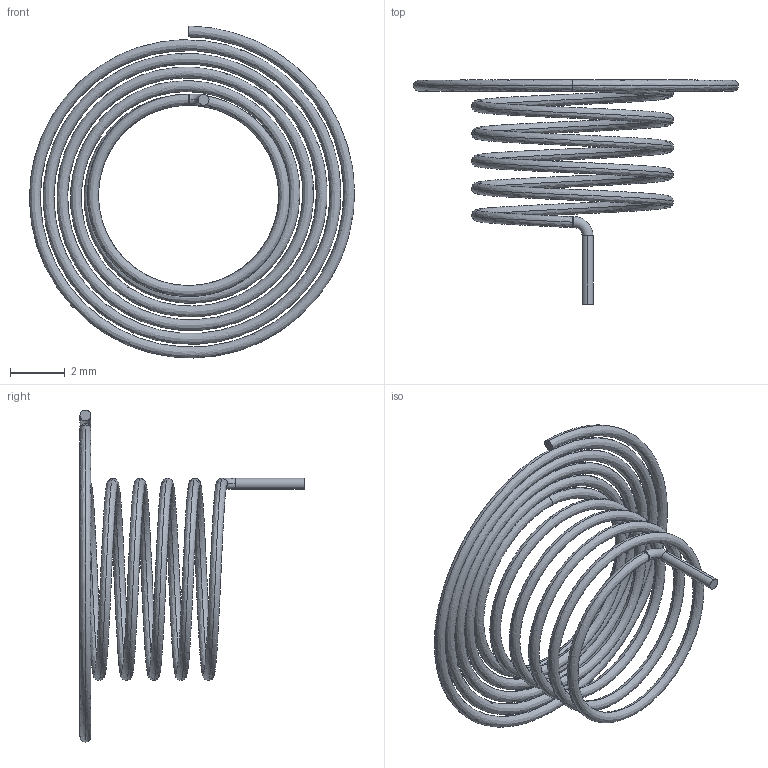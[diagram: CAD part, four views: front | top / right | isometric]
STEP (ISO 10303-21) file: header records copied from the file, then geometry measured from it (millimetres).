
FILE_DESCRIPTION (( 'STEP AP214' ), '1' );
FILE_NAME ('LOXO CAM UNG.STEP', '2016-12-27T09:07:15', ( 'CONGMANH' ), ( '' ), 'SwSTEP 2.0', 'SolidWorks 2016', '' );
FILE_SCHEMA (( 'AUTOMOTIVE_DESIGN' ));
Length unit declared in the file: millimetre
Products named in the file (1): LOXO CAM UNG
Bounding box: 11.9 x 8.2 x 12.15 mm (x, y, z)
Volume: 32.9 mm3; surface area: 329.1 mm2
Topology: 1 solids, 1 shells, 12 faces, 26 edges, 16 vertices
Faces by surface type: cylinder 4, bspline 4, torus 2, plane 2
Entity records: 4492 total; most frequent: CARTESIAN_POINT 4203, DIRECTION 58, ORIENTED_EDGE 52, AXIS2_PLACEMENT_3D 27, EDGE_CURVE 26, CIRCLE 18, VERTEX_POINT 16, ADVANCED_FACE 12
